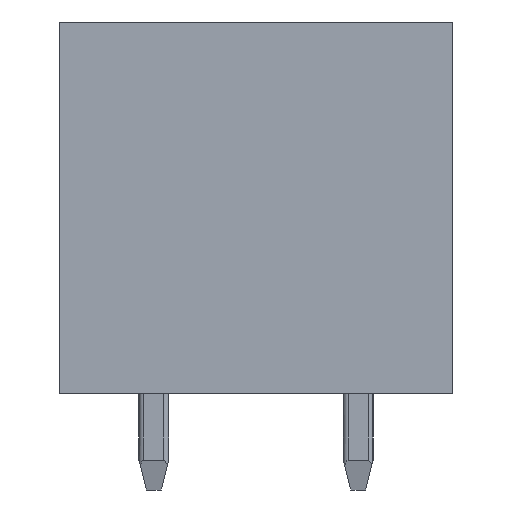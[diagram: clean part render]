
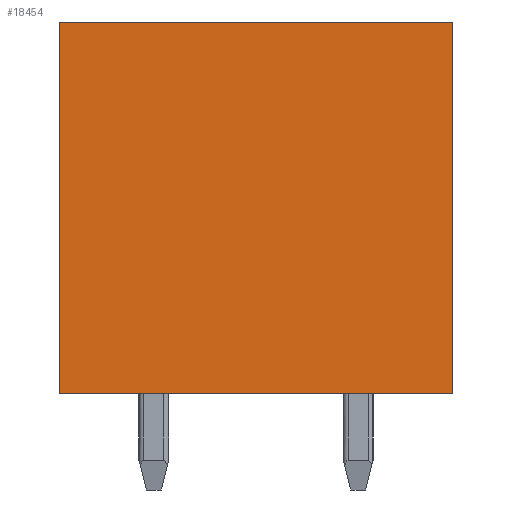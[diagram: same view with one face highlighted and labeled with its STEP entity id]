
A CAD part, left-side view. The second image highlights one B-rep face of the part: STEP entity #18454.
In plain terms, the highlighted planar face has unit normal (-1, 0, 0).
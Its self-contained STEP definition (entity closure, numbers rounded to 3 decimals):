
#1441=DIRECTION('',(0.,0.,-1.));
#1442=VECTOR('',#1441,10.);
#1443=CARTESIAN_POINT('',(-42.8,-5.3,3.7));
#1444=LINE('',#1443,#1442);
#1445=DIRECTION('',(0.,1.,0.));
#1446=VECTOR('',#1445,10.6);
#1447=CARTESIAN_POINT('',(-42.8,-5.3,-6.3));
#1448=LINE('',#1447,#1446);
#1449=DIRECTION('',(0.,0.,1.));
#1450=VECTOR('',#1449,10.);
#1451=CARTESIAN_POINT('',(-42.8,5.3,-6.3));
#1452=LINE('',#1451,#1450);
#1453=DIRECTION('',(0.,-1.,0.));
#1454=VECTOR('',#1453,10.6);
#1455=CARTESIAN_POINT('',(-42.8,5.3,3.7));
#1456=LINE('',#1455,#1454);
#13673=CARTESIAN_POINT('',(-42.8,-5.3,3.7));
#13674=CARTESIAN_POINT('',(-42.8,-5.3,-6.3));
#13675=VERTEX_POINT('',#13673);
#13676=VERTEX_POINT('',#13674);
#13677=CARTESIAN_POINT('',(-42.8,5.3,-6.3));
#13678=VERTEX_POINT('',#13677);
#13679=CARTESIAN_POINT('',(-42.8,5.3,3.7));
#13680=VERTEX_POINT('',#13679);
#18443=CARTESIAN_POINT('',(-42.8,0.,0.));
#18444=DIRECTION('',(1.,0.,0.));
#18445=DIRECTION('',(0.,-1.,0.));
#18446=AXIS2_PLACEMENT_3D('',#18443,#18444,#18445);
#18447=PLANE('',#18446);
#18448=ORIENTED_EDGE('',*,*,#17217,.T.);
#18449=ORIENTED_EDGE('',*,*,#17232,.T.);
#18450=ORIENTED_EDGE('',*,*,#17678,.T.);
#18451=ORIENTED_EDGE('',*,*,#17691,.T.);
#18452=EDGE_LOOP('',(#18448,#18449,#18450,#18451));
#18453=FACE_OUTER_BOUND('',#18452,.F.);
#18454=ADVANCED_FACE('',(#18453),#18447,.F.);
#17217=EDGE_CURVE('',#13675,#13676,#1444,.T.);
#17232=EDGE_CURVE('',#13676,#13678,#1448,.T.);
#17678=EDGE_CURVE('',#13678,#13680,#1452,.T.);
#17691=EDGE_CURVE('',#13680,#13675,#1456,.T.);
